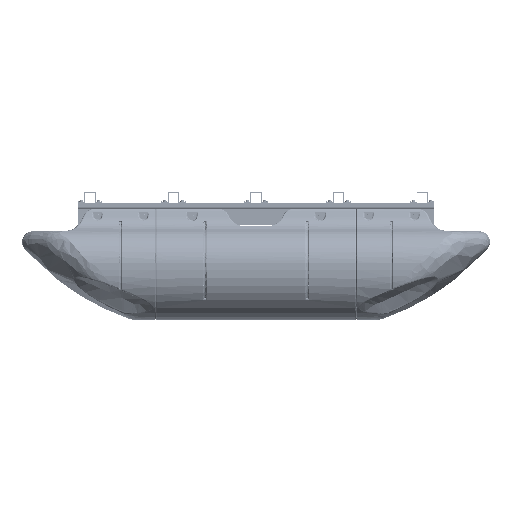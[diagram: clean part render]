
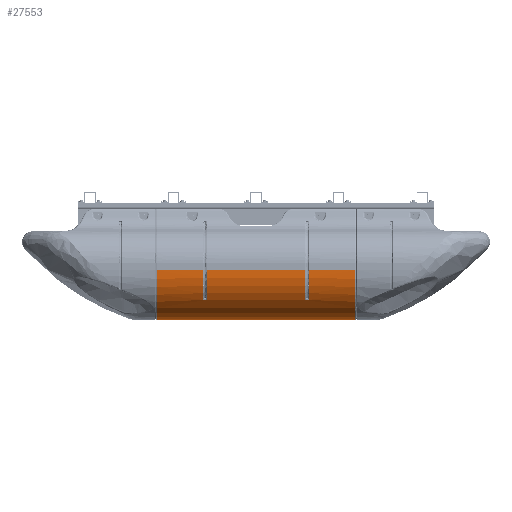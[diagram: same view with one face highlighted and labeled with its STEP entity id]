
A CAD part, front view. The second image highlights one B-rep face of the part: STEP entity #27553.
In plain terms, the highlighted cylindrical face has radius 228.507 mm (diameter 457.014 mm), a partial arc.
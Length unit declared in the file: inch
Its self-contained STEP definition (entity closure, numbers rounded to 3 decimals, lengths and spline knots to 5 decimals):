
#3043=B_SPLINE_CURVE_WITH_KNOTS('',3,(#57264,#57265,#57266,#57267),
 .UNSPECIFIED.,.F.,.F.,(4,4),(-0.37471,0.),.UNSPECIFIED.);
#3044=B_SPLINE_CURVE_WITH_KNOTS('',3,(#57269,#57270,#57271,#57272,#57273),
 .UNSPECIFIED.,.F.,.F.,(4,1,4),(-0.82776,-0.47304,-0.37471),
 .UNSPECIFIED.);
#3045=B_SPLINE_CURVE_WITH_KNOTS('',3,(#57277,#57278,#57279,#57280,#57281),
 .UNSPECIFIED.,.F.,.F.,(4,1,4),(-2.13535,-2.03705,-1.68229),
 .UNSPECIFIED.);
#3046=B_SPLINE_CURVE_WITH_KNOTS('',3,(#57283,#57284,#57285,#57286),
 .UNSPECIFIED.,.F.,.F.,(4,4),(-2.51006,-2.13535),
 .UNSPECIFIED.);
#4375=FACE_OUTER_BOUND('',#6201,.T.);
#6201=EDGE_LOOP('',(#22430,#22431,#22432,#22433,#22434,#22435,#22436,#22437,
#22438,#22439,#22440,#22441,#22442,#22443,#22444,#22445));
#7837=CIRCLE('',#30436,8.99633);
#7841=CIRCLE('',#30441,8.99633);
#7865=CIRCLE('',#30479,8.99633);
#7866=CIRCLE('',#30480,8.99633);
#7867=CIRCLE('',#30481,8.99633);
#7868=CIRCLE('',#30482,8.99633);
#9376=LINE('',#56783,#10770);
#9388=LINE('',#57238,#10782);
#9390=LINE('',#57252,#10784);
#9391=LINE('',#57256,#10785);
#9392=LINE('',#57260,#10786);
#9393=LINE('',#57275,#10787);
#10770=VECTOR('',#36470,0.3937);
#10782=VECTOR('',#36550,0.26699);
#10784=VECTOR('',#36554,0.26699);
#10785=VECTOR('',#36557,0.3937);
#10786=VECTOR('',#36560,0.26699);
#10787=VECTOR('',#36563,0.40065);
#12903=VERTEX_POINT('',#56737);
#12904=VERTEX_POINT('',#56738);
#12907=VERTEX_POINT('',#56759);
#12908=VERTEX_POINT('',#56761);
#12934=VERTEX_POINT('',#57237);
#12937=VERTEX_POINT('',#57251);
#12938=VERTEX_POINT('',#57253);
#12939=VERTEX_POINT('',#57255);
#12940=VERTEX_POINT('',#57257);
#12941=VERTEX_POINT('',#57259);
#12942=VERTEX_POINT('',#57261);
#12943=VERTEX_POINT('',#57263);
#12944=VERTEX_POINT('',#57268);
#12945=VERTEX_POINT('',#57274);
#12946=VERTEX_POINT('',#57276);
#12947=VERTEX_POINT('',#57282);
#16214=EDGE_CURVE('',#12903,#12904,#7837,.T.);
#16219=EDGE_CURVE('',#12907,#12908,#7841,.T.);
#16223=EDGE_CURVE('',#12908,#12903,#9376,.T.);
#16266=EDGE_CURVE('',#12904,#12934,#9388,.T.);
#16270=EDGE_CURVE('',#12937,#12907,#9390,.T.);
#16271=EDGE_CURVE('',#12938,#12937,#7865,.T.);
#16272=EDGE_CURVE('',#12939,#12938,#9391,.T.);
#16273=EDGE_CURVE('',#12940,#12939,#7866,.T.);
#16274=EDGE_CURVE('',#12941,#12940,#9392,.T.);
#16275=EDGE_CURVE('',#12942,#12941,#7867,.T.);
#16276=EDGE_CURVE('',#12943,#12942,#3043,.T.);
#16277=EDGE_CURVE('',#12944,#12943,#3044,.T.);
#16278=EDGE_CURVE('',#12945,#12944,#9393,.T.);
#16279=EDGE_CURVE('',#12946,#12945,#3045,.T.);
#16280=EDGE_CURVE('',#12947,#12946,#3046,.T.);
#16281=EDGE_CURVE('',#12934,#12947,#7868,.T.);
#22430=ORIENTED_EDGE('',*,*,#16214,.F.);
#22431=ORIENTED_EDGE('',*,*,#16223,.F.);
#22432=ORIENTED_EDGE('',*,*,#16219,.F.);
#22433=ORIENTED_EDGE('',*,*,#16270,.F.);
#22434=ORIENTED_EDGE('',*,*,#16271,.F.);
#22435=ORIENTED_EDGE('',*,*,#16272,.F.);
#22436=ORIENTED_EDGE('',*,*,#16273,.F.);
#22437=ORIENTED_EDGE('',*,*,#16274,.F.);
#22438=ORIENTED_EDGE('',*,*,#16275,.F.);
#22439=ORIENTED_EDGE('',*,*,#16276,.F.);
#22440=ORIENTED_EDGE('',*,*,#16277,.F.);
#22441=ORIENTED_EDGE('',*,*,#16278,.F.);
#22442=ORIENTED_EDGE('',*,*,#16279,.F.);
#22443=ORIENTED_EDGE('',*,*,#16280,.F.);
#22444=ORIENTED_EDGE('',*,*,#16281,.F.);
#22445=ORIENTED_EDGE('',*,*,#16266,.F.);
#26359=CYLINDRICAL_SURFACE('',#30478,8.99633);
#27553=ADVANCED_FACE('',(#4375),#26359,.T.);
#30436=AXIS2_PLACEMENT_3D('',#56739,#36453,#36454);
#30441=AXIS2_PLACEMENT_3D('',#56762,#36463,#36464);
#30478=AXIS2_PLACEMENT_3D('',#57250,#36552,#36553);
#30479=AXIS2_PLACEMENT_3D('',#57254,#36555,#36556);
#30480=AXIS2_PLACEMENT_3D('',#57258,#36558,#36559);
#30481=AXIS2_PLACEMENT_3D('',#57262,#36561,#36562);
#30482=AXIS2_PLACEMENT_3D('',#57287,#36564,#36565);
#36453=DIRECTION('center_axis',(-1.,0.,0.));
#36454=DIRECTION('ref_axis',(0.,-0.952,-0.306));
#36463=DIRECTION('center_axis',(1.,0.,0.));
#36464=DIRECTION('ref_axis',(0.,-0.952,-0.306));
#36470=DIRECTION('',(1.,0.,0.));
#36550=DIRECTION('',(1.,0.,0.));
#36552=DIRECTION('center_axis',(1.,0.,0.));
#36553=DIRECTION('ref_axis',(0.,-0.001,-1.));
#36554=DIRECTION('',(1.,0.,0.));
#36555=DIRECTION('center_axis',(-1.,0.,0.));
#36556=DIRECTION('ref_axis',(0.,-0.952,-0.306));
#36557=DIRECTION('',(1.,0.,0.));
#36558=DIRECTION('center_axis',(1.,0.,0.));
#36559=DIRECTION('ref_axis',(0.,-0.952,-0.306));
#36560=DIRECTION('',(1.,0.,0.));
#36561=DIRECTION('center_axis',(-1.,0.,0.));
#36562=DIRECTION('ref_axis',(0.,-0.707,-0.708));
#36563=DIRECTION('',(-1.,0.,0.));
#36564=DIRECTION('center_axis',(1.,0.,0.));
#36565=DIRECTION('ref_axis',(0.,-0.707,-0.708));
#56737=CARTESIAN_POINT('',(34.0364,60.72527,-6.15105));
#56738=CARTESIAN_POINT('',(34.0364,58.96546,-0.83233));
#56739=CARTESIAN_POINT('Origin',(34.0364,67.96176,-0.80622));
#56759=CARTESIAN_POINT('',(33.3864,58.96546,-0.83233));
#56761=CARTESIAN_POINT('',(33.3864,60.72527,-6.15105));
#56762=CARTESIAN_POINT('Origin',(33.3864,67.96176,-0.80622));
#56783=CARTESIAN_POINT('',(6.5364,60.72527,-6.15105));
#57237=CARTESIAN_POINT('',(42.3364,58.96546,-0.83233));
#57238=CARTESIAN_POINT('',(6.5364,58.96546,-0.83233));
#57250=CARTESIAN_POINT('Origin',(6.5364,67.96176,-0.80622));
#57251=CARTESIAN_POINT('',(15.6864,58.96546,-0.83233));
#57252=CARTESIAN_POINT('',(6.5364,58.96546,-0.83233));
#57253=CARTESIAN_POINT('',(15.6864,60.72527,-6.15105));
#57254=CARTESIAN_POINT('Origin',(15.6864,67.96176,-0.80622));
#57255=CARTESIAN_POINT('',(15.0364,60.72527,-6.15105));
#57256=CARTESIAN_POINT('',(6.5364,60.72527,-6.15105));
#57257=CARTESIAN_POINT('',(15.0364,58.96546,-0.83233));
#57258=CARTESIAN_POINT('Origin',(15.0364,67.96176,-0.80622));
#57259=CARTESIAN_POINT('',(6.7364,58.96546,-0.83233));
#57260=CARTESIAN_POINT('',(6.5364,58.96546,-0.83233));
#57261=CARTESIAN_POINT('',(6.7364,67.6713,-9.79786));
#57262=CARTESIAN_POINT('Origin',(6.7364,67.96176,-0.80622));
#57263=CARTESIAN_POINT('',(6.8364,67.77946,-9.8007));
#57264=CARTESIAN_POINT('Ctrl Pts',(6.83636,67.77948,-9.8007));
#57265=CARTESIAN_POINT('Ctrl Pts',(6.81098,67.73691,-9.79984));
#57266=CARTESIAN_POINT('Ctrl Pts',(6.77675,67.69971,-9.79878));
#57267=CARTESIAN_POINT('Ctrl Pts',(6.7364,67.6713,-9.79786));
#57268=CARTESIAN_POINT('',(6.88623,67.95061,-9.80254));
#57269=CARTESIAN_POINT('Ctrl Pts',(6.88623,67.95061,-9.80254));
#57270=CARTESIAN_POINT('Ctrl Pts',(6.88476,67.90356,-9.80249));
#57271=CARTESIAN_POINT('Ctrl Pts',(6.87089,67.84383,-9.80191));
#57272=CARTESIAN_POINT('Ctrl Pts',(6.84302,67.79065,-9.80093));
#57273=CARTESIAN_POINT('Ctrl Pts',(6.83636,67.77948,-9.8007));
#57274=CARTESIAN_POINT('',(42.18658,67.95061,-9.80254));
#57275=CARTESIAN_POINT('',(42.5364,67.95061,-9.80254));
#57276=CARTESIAN_POINT('',(42.2364,67.77946,-9.8007));
#57277=CARTESIAN_POINT('Ctrl Pts',(42.23644,67.77948,-9.8007));
#57278=CARTESIAN_POINT('Ctrl Pts',(42.22979,67.79065,-9.80093));
#57279=CARTESIAN_POINT('Ctrl Pts',(42.20192,67.84383,-9.80191));
#57280=CARTESIAN_POINT('Ctrl Pts',(42.18804,67.90355,-9.80249));
#57281=CARTESIAN_POINT('Ctrl Pts',(42.18658,67.95061,-9.80254));
#57282=CARTESIAN_POINT('',(42.3364,67.6713,-9.79786));
#57283=CARTESIAN_POINT('Ctrl Pts',(42.3364,67.6713,-9.79786));
#57284=CARTESIAN_POINT('Ctrl Pts',(42.29605,67.69971,-9.79878));
#57285=CARTESIAN_POINT('Ctrl Pts',(42.26182,67.73691,-9.79984));
#57286=CARTESIAN_POINT('Ctrl Pts',(42.23644,67.77948,-9.8007));
#57287=CARTESIAN_POINT('Origin',(42.3364,67.96176,-0.80622));
